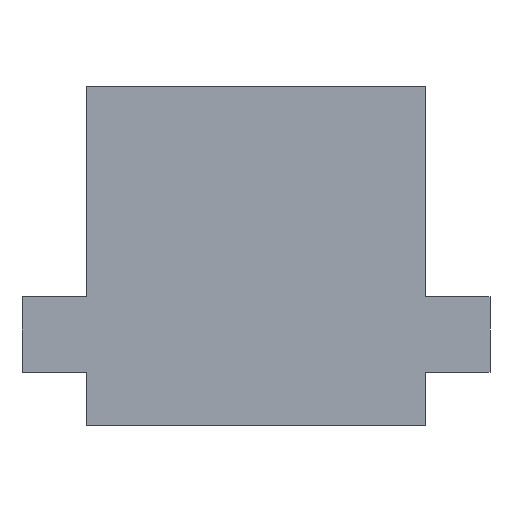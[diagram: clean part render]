
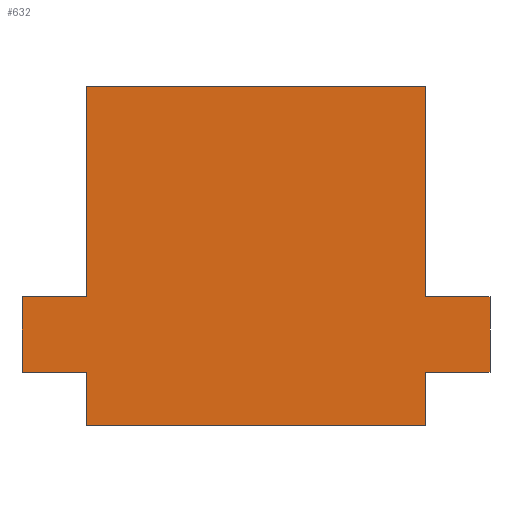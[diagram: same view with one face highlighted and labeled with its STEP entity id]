
A CAD part, front view. The second image highlights one B-rep face of the part: STEP entity #632.
In plain terms, the highlighted planar face has unit normal (0, -1, 0).
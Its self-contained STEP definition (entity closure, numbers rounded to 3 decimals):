
#21=PLANE('',#684);
#54=FACE_OUTER_BOUND('',#87,.T.);
#87=EDGE_LOOP('',(#506,#507,#508,#509,#510,#511,#512,#513,#514,#515,#516,
#517));
#167=LINE('',#988,#253);
#168=LINE('',#990,#254);
#169=LINE('',#992,#255);
#170=LINE('',#994,#256);
#171=LINE('',#996,#257);
#172=LINE('',#998,#258);
#173=LINE('',#1000,#259);
#174=LINE('',#1002,#260);
#175=LINE('',#1004,#261);
#176=LINE('',#1006,#262);
#177=LINE('',#1008,#263);
#178=LINE('',#1009,#264);
#253=VECTOR('',#789,10.);
#254=VECTOR('',#790,10.);
#255=VECTOR('',#791,10.);
#256=VECTOR('',#792,10.);
#257=VECTOR('',#793,10.);
#258=VECTOR('',#794,10.);
#259=VECTOR('',#795,10.);
#260=VECTOR('',#796,10.);
#261=VECTOR('',#797,10.);
#262=VECTOR('',#798,10.);
#263=VECTOR('',#799,10.);
#264=VECTOR('',#800,10.);
#337=VERTEX_POINT('',#986);
#338=VERTEX_POINT('',#987);
#339=VERTEX_POINT('',#989);
#340=VERTEX_POINT('',#991);
#341=VERTEX_POINT('',#993);
#342=VERTEX_POINT('',#995);
#343=VERTEX_POINT('',#997);
#344=VERTEX_POINT('',#999);
#345=VERTEX_POINT('',#1001);
#346=VERTEX_POINT('',#1003);
#347=VERTEX_POINT('',#1005);
#348=VERTEX_POINT('',#1007);
#404=EDGE_CURVE('',#337,#338,#167,.T.);
#405=EDGE_CURVE('',#338,#339,#168,.T.);
#406=EDGE_CURVE('',#339,#340,#169,.T.);
#407=EDGE_CURVE('',#340,#341,#170,.T.);
#408=EDGE_CURVE('',#341,#342,#171,.T.);
#409=EDGE_CURVE('',#342,#343,#172,.T.);
#410=EDGE_CURVE('',#343,#344,#173,.T.);
#411=EDGE_CURVE('',#344,#345,#174,.T.);
#412=EDGE_CURVE('',#345,#346,#175,.T.);
#413=EDGE_CURVE('',#346,#347,#176,.T.);
#414=EDGE_CURVE('',#347,#348,#177,.T.);
#415=EDGE_CURVE('',#348,#337,#178,.T.);
#506=ORIENTED_EDGE('',*,*,#404,.T.);
#507=ORIENTED_EDGE('',*,*,#405,.T.);
#508=ORIENTED_EDGE('',*,*,#406,.T.);
#509=ORIENTED_EDGE('',*,*,#407,.T.);
#510=ORIENTED_EDGE('',*,*,#408,.T.);
#511=ORIENTED_EDGE('',*,*,#409,.T.);
#512=ORIENTED_EDGE('',*,*,#410,.T.);
#513=ORIENTED_EDGE('',*,*,#411,.T.);
#514=ORIENTED_EDGE('',*,*,#412,.T.);
#515=ORIENTED_EDGE('',*,*,#413,.T.);
#516=ORIENTED_EDGE('',*,*,#414,.T.);
#517=ORIENTED_EDGE('',*,*,#415,.T.);
#632=ADVANCED_FACE('',(#54),#21,.T.);
#684=AXIS2_PLACEMENT_3D('',#985,#787,#788);
#787=DIRECTION('center_axis',(0.,-1.,0.));
#788=DIRECTION('ref_axis',(0.,0.,-1.));
#789=DIRECTION('',(0.,0.,-1.));
#790=DIRECTION('',(-1.,0.,0.));
#791=DIRECTION('',(0.,0.,-1.));
#792=DIRECTION('',(1.,0.,0.));
#793=DIRECTION('',(0.,0.,-1.));
#794=DIRECTION('',(1.,0.,0.));
#795=DIRECTION('',(0.,0.,1.));
#796=DIRECTION('',(1.,0.,0.));
#797=DIRECTION('',(0.,0.,1.));
#798=DIRECTION('',(-1.,0.,0.));
#799=DIRECTION('',(0.,0.,1.));
#800=DIRECTION('',(-1.,0.,0.));
#985=CARTESIAN_POINT('Origin',(11.5,-1.,-11.5));
#986=CARTESIAN_POINT('',(-1.6,-1.,1.6));
#987=CARTESIAN_POINT('',(-1.6,-1.,-14.65));
#988=CARTESIAN_POINT('',(-1.6,-1.,1.6));
#989=CARTESIAN_POINT('',(-6.6,-1.,-14.65));
#990=CARTESIAN_POINT('',(-1.6,-1.,-14.65));
#991=CARTESIAN_POINT('',(-6.6,-1.,-20.5));
#992=CARTESIAN_POINT('',(-6.6,-1.,-20.5));
#993=CARTESIAN_POINT('',(-1.6,-1.,-20.5));
#994=CARTESIAN_POINT('',(-1.6,-1.,-20.5));
#995=CARTESIAN_POINT('',(-1.6,-1.,-24.6));
#996=CARTESIAN_POINT('',(-1.6,-1.,-24.6));
#997=CARTESIAN_POINT('',(24.6,-1.,-24.6));
#998=CARTESIAN_POINT('',(24.6,-1.,-24.6));
#999=CARTESIAN_POINT('',(24.6,-1.,-20.5));
#1000=CARTESIAN_POINT('',(24.6,-1.,-24.6));
#1001=CARTESIAN_POINT('',(29.6,-1.,-20.5));
#1002=CARTESIAN_POINT('',(24.6,-1.,-20.5));
#1003=CARTESIAN_POINT('',(29.6,-1.,-14.65));
#1004=CARTESIAN_POINT('',(29.6,-1.,-14.65));
#1005=CARTESIAN_POINT('',(24.6,-1.,-14.65));
#1006=CARTESIAN_POINT('',(29.6,-1.,-14.65));
#1007=CARTESIAN_POINT('',(24.6,-1.,1.6));
#1008=CARTESIAN_POINT('',(24.6,-1.,-14.65));
#1009=CARTESIAN_POINT('',(-1.6,-1.,1.6));
